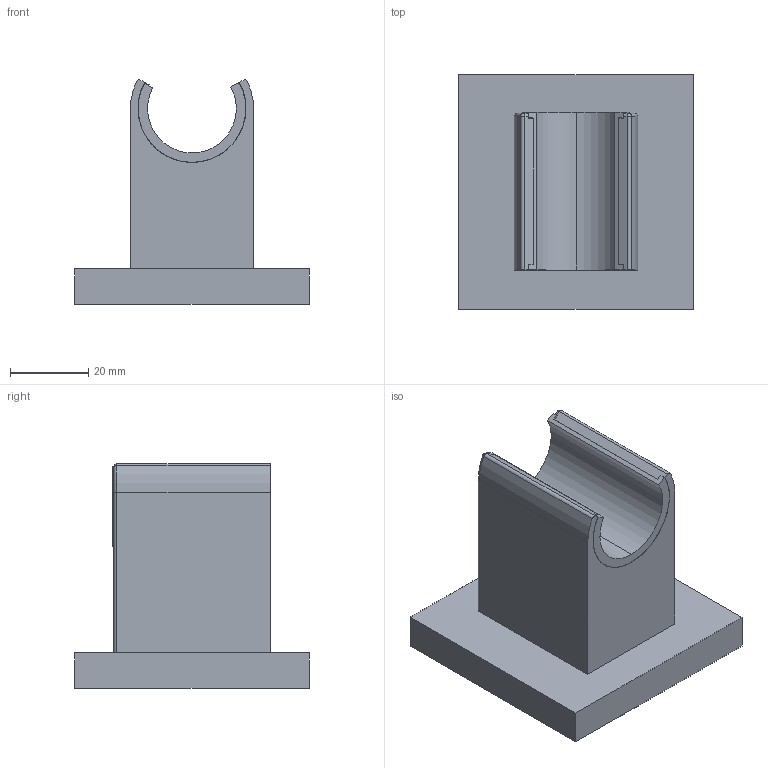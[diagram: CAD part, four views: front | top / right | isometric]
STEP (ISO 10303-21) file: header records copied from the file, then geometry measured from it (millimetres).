
FILE_DESCRIPTION (( 'STEP AP203' ), '1' );
FILE_NAME ('28050980-00.STEP', '2018-07-03T14:47:37', ( '' ), ( '' ), 'SwSTEP 2.0', 'SolidWorks 2017', '' );
FILE_SCHEMA (( 'CONFIG_CONTROL_DESIGN' ));
Length unit declared in the file: millimetre
Products named in the file (4): 28050980-00; Planungsmodell_Halter-+-09.17.20.035.94-01_ _K2; Planungsmodell_Rosette-+-08.17.73.505-01_-_K9_60x60; Planungsmodell_Huelse-+-09.18.40.078.90-01_-_K1
Assembly tree (3 placements, depth 2):
  28050980-00
    Planungsmodell_Halter-+-09.17.20.035.94-01_ _K2
    Planungsmodell_Rosette-+-08.17.73.505-01_-_K9_60x60
    Planungsmodell_Huelse-+-09.18.40.078.90-01_-_K1
Bounding box: 60 x 60 x 57.34 mm (x, y, z)
Volume: 78351.8 mm3; surface area: 23475.3 mm2
Topology: 3 solids, 3 shells, 49 faces, 123 edges, 78 vertices
Faces by surface type: plane 25, cylinder 20, sphere 2, torus 2
Entity records: 1870 total; most frequent: CARTESIAN_POINT 313, DIRECTION 249, ORIENTED_EDGE 242, EDGE_CURVE 121, AXIS2_PLACEMENT_3D 90, VERTEX_POINT 78, LINE 69, VECTOR 69
